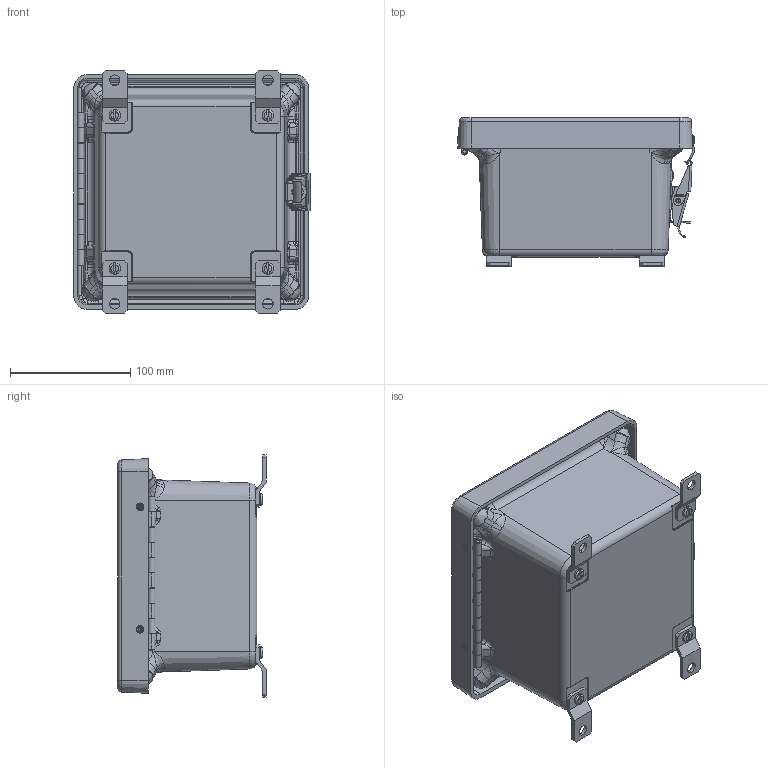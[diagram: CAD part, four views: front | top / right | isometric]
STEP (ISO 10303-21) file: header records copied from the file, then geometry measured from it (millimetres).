
FILE_DESCRIPTION (( 'STEP AP203' ), '1' );
FILE_NAME ('AM664L.step', '2014-04-08T12:00:59', ( '' ), ( '' ), 'SwSTEP 2.0', 'SolidWorks 2014', '' );
FILE_SCHEMA (( 'CONFIG_CONTROL_DESIGN' ));
Length unit declared in the file: inch
Products named in the file (20): 60800 bottom leaf; 70-60511316; 60800 top leaf; 621-02  BASE316; pin; 621-04 Rivet (f)316; 60800; 621-01 Lever316; 55-61812_92525A317; 621-06 hook316; 648026_PART; 70-60820-1; 621-05 Rivet (f)316; 688 D-40021; 55-1032516_PreviewCfg; 70-60864316; 55-1032716_SL-PHMS 0.19-32x0.3125x0.3125-N; AM664L; WLGKEEPER316; WFOOT
Assembly tree (34 placements, depth 3):
  AM664L
    648026_PART
    688 D-40021
    55-1032716_SL-PHMS 0.19-32x0.3125x0.3125-N  x4
    WFOOT  x4
    70-60511316  x6
    70-60864316
      621-02  BASE316
      621-04 Rivet (f)316
      621-01 Lever316
      621-06 hook316
      621-05 Rivet (f)316
    WLGKEEPER316
    60800
      60800 bottom leaf
      60800 top leaf
      pin
    55-61812_92525A317  x2
    70-60820-1
    55-1032516_PreviewCfg  x4
Bounding box: 197.46 x 123.39 x 201.93 mm (x, y, z)
Volume: 633954.3 mm3; surface area: 372510.4 mm2
Topology: 32 solids, 32 shells, 2229 faces, 5556 edges, 3414 vertices
Faces by surface type: cylinder 759, plane 586, bspline 386, cone 320, torus 166, sphere 12
Entity records: 61317 total; most frequent: CARTESIAN_POINT 23441, ORIENTED_EDGE 7900, DIRECTION 6921, EDGE_CURVE 3950, AXIS2_PLACEMENT_3D 2632, VERTEX_POINT 2415, EDGE_LOOP 1733, LINE 1657
